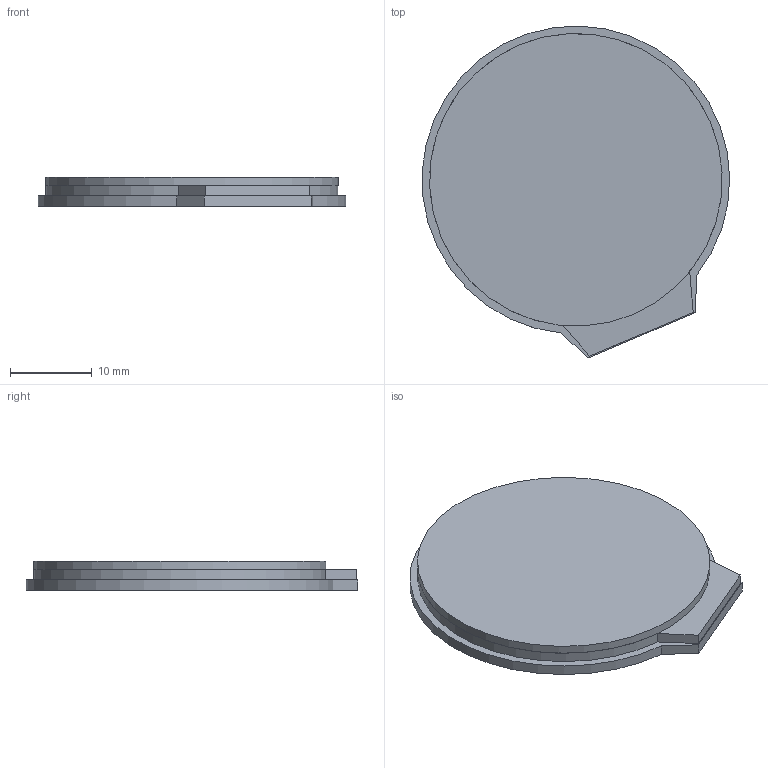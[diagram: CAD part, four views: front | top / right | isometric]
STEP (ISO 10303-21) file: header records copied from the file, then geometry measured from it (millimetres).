
FILE_DESCRIPTION(/* description */ ('Unknown','CAx-IF Rec.Pracs.---Representation and Presentation of Product Manufacturing Information (PMI)---4.0---2014-10-13','CAx-IF Rec.Pracs.---3D Tessellated Geometry---0.4---2014-09-14','2;1'),/* implementation_level */ '2;1');
FILE_NAME(/* name */ 'Waveshare 1.28in Round Display - Glass',/* time_stamp */ '2022-02-27T22:50:00-05:00',/* author */ ('Unknown'),/* organization */ ('Unknown'),/* preprocessor_version */ 'ST-DEVELOPER v16.7',/* originating_system */ 'Solid Edge',/* authorisation */ 'Unknown');
FILE_SCHEMA (('AP242_MANAGED_MODEL_BASED_3D_ENGINEERING_MIM_LF { 1 0 10303 442 1 1 4 }'));
Length unit declared in the file: millimetre
Products named in the file (2): Waveshare 1.28in Round Display - Copy; Glass
Assembly tree (1 placements, depth 2):
  Waveshare 1.28in Round Display - Copy
    Glass
Bounding box: 37.5 x 40.5 x 3.61 mm (x, y, z)
Volume: 3736.6 mm3; surface area: 4949.9 mm2
Topology: 23 solids, 43 shells, 874 faces, 2109 edges, 1406 vertices
Faces by surface type: plane 726, bspline 137, cylinder 11
Full cylindrical faces by diameter (mm): 0.69 x1, 1 x4, 1.559 x1, 1.895 x1, 32.4 x1, 35.712 x1
Entity records: 32035 total; most frequent: CARTESIAN_POINT 13904, ORIENTED_EDGE 4174, DIRECTION 2549, EDGE_CURVE 2087, VERTEX_POINT 1406, B_SPLINE_CURVE_WITH_KNOTS 1038, LINE 1027, VECTOR 1027
